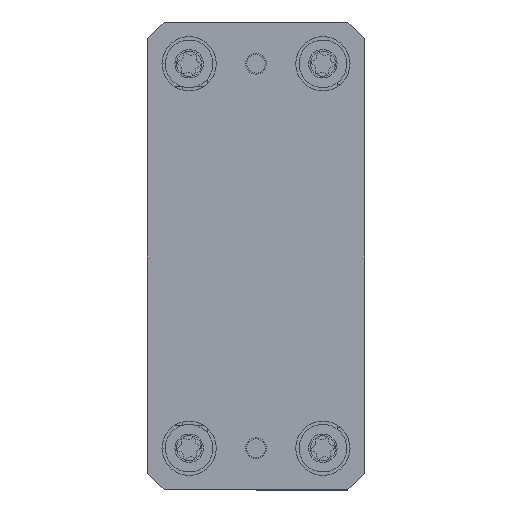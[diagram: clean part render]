
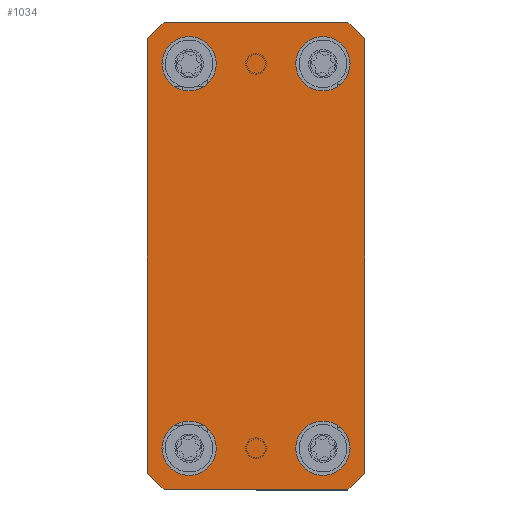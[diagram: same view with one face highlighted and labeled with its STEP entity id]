
A CAD part, left-side view. The second image highlights one B-rep face of the part: STEP entity #1034.
In plain terms, the highlighted face is planar.
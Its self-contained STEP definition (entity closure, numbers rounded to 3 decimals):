
#13 = DIRECTION ( 'NONE',  ( 0., 0., -1. ) ) ;
#17 = CARTESIAN_POINT ( 'NONE',  ( -28., 0., 13. ) ) ;
#79 = VERTEX_POINT ( 'NONE', #6387 ) ;
#141 = CARTESIAN_POINT ( 'NONE',  ( -26., 0., -13. ) ) ;
#242 = LINE ( 'NONE', #6197, #3797 ) ;
#317 = CARTESIAN_POINT ( 'NONE',  ( -23., 0., -4.75 ) ) ;
#321 = DIRECTION ( 'NONE',  ( 0.707, 0., 0.707 ) ) ;
#390 = DIRECTION ( 'NONE',  ( 0., 0., -1. ) ) ;
#428 = DIRECTION ( 'NONE',  ( 0., -1., 0. ) ) ;
#532 = ORIENTED_EDGE ( 'NONE', *, *, #2439, .F. ) ;
#670 = CARTESIAN_POINT ( 'NONE',  ( -23., 0., -8. ) ) ;
#677 = ORIENTED_EDGE ( 'NONE', *, *, #5650, .F. ) ;
#874 = CARTESIAN_POINT ( 'NONE',  ( -19.5, 0., 19.5 ) ) ;
#949 = VERTEX_POINT ( 'NONE', #8289 ) ;
#993 = CIRCLE ( 'NONE', #7369, 3.25 ) ;
#1034 = ADVANCED_FACE ( 'NONE', ( #6386, #5756, #4051, #2188, #2066 ), #5643, .T. ) ;
#1052 = ORIENTED_EDGE ( 'NONE', *, *, #4036, .F. ) ;
#1247 = VERTEX_POINT ( 'NONE', #141 ) ;
#1370 = CARTESIAN_POINT ( 'NONE',  ( 28., 0., 11. ) ) ;
#1405 = EDGE_CURVE ( 'NONE', #8425, #6966, #8603, .T. ) ;
#1427 = CARTESIAN_POINT ( 'NONE',  ( 28., 0., -11. ) ) ;
#1543 = EDGE_CURVE ( 'NONE', #2793, #1247, #5962, .T. ) ;
#1597 = DIRECTION ( 'NONE',  ( 0., -1., 0. ) ) ;
#1647 = DIRECTION ( 'NONE',  ( 0.707, 0., -0.707 ) ) ;
#1655 = LINE ( 'NONE', #17, #9648 ) ;
#1691 = EDGE_CURVE ( 'NONE', #5416, #10405, #2585, .T. ) ;
#2066 = FACE_OUTER_BOUND ( 'NONE', #4528, .T. ) ;
#2188 = FACE_BOUND ( 'NONE', #6338, .T. ) ;
#2262 = VERTEX_POINT ( 'NONE', #3591 ) ;
#2321 = ORIENTED_EDGE ( 'NONE', *, *, #5214, .F. ) ;
#2402 = VERTEX_POINT ( 'NONE', #8748 ) ;
#2412 = EDGE_LOOP ( 'NONE', ( #3472, #6363 ) ) ;
#2426 = VECTOR ( 'NONE', #9266, 1000. ) ;
#2439 = EDGE_CURVE ( 'NONE', #2402, #8054, #7683, .T. ) ;
#2565 = CARTESIAN_POINT ( 'NONE',  ( 23., 0., -11.25 ) ) ;
#2569 = ORIENTED_EDGE ( 'NONE', *, *, #1691, .F. ) ;
#2585 = CIRCLE ( 'NONE', #7875, 3.25 ) ;
#2709 = CARTESIAN_POINT ( 'NONE',  ( -19.5, 0., -19.5 ) ) ;
#2774 = AXIS2_PLACEMENT_3D ( 'NONE', #8336, #10011, #6379 ) ;
#2793 = VERTEX_POINT ( 'NONE', #7911 ) ;
#2824 = DIRECTION ( 'NONE',  ( 0., -1., 0. ) ) ;
#3220 = VERTEX_POINT ( 'NONE', #3617 ) ;
#3472 = ORIENTED_EDGE ( 'NONE', *, *, #4441, .F. ) ;
#3577 = EDGE_CURVE ( 'NONE', #4243, #949, #3698, .T. ) ;
#3591 = CARTESIAN_POINT ( 'NONE',  ( -26., 0., 13. ) ) ;
#3617 = CARTESIAN_POINT ( 'NONE',  ( 26., 0., 13. ) ) ;
#3698 = CIRCLE ( 'NONE', #11187, 3.25 ) ;
#3735 = EDGE_LOOP ( 'NONE', ( #5981, #7374 ) ) ;
#3736 = CIRCLE ( 'NONE', #4636, 3.25 ) ;
#3759 = EDGE_CURVE ( 'NONE', #8374, #3220, #10685, .T. ) ;
#3797 = VECTOR ( 'NONE', #7054, 1000. ) ;
#3841 = VECTOR ( 'NONE', #321, 1000. ) ;
#3847 = DIRECTION ( 'NONE',  ( 0., -1., 0. ) ) ;
#3881 = VERTEX_POINT ( 'NONE', #1427 ) ;
#3884 = DIRECTION ( 'NONE',  ( 0., 0., -1. ) ) ;
#4036 = EDGE_CURVE ( 'NONE', #8374, #3881, #8908, .T. ) ;
#4051 = FACE_BOUND ( 'NONE', #3735, .T. ) ;
#4089 = CARTESIAN_POINT ( 'NONE',  ( -28., 0., 13. ) ) ;
#4243 = VERTEX_POINT ( 'NONE', #6533 ) ;
#4342 = DIRECTION ( 'NONE',  ( -0.707, 0., -0.707 ) ) ;
#4441 = EDGE_CURVE ( 'NONE', #949, #4243, #993, .T. ) ;
#4491 = AXIS2_PLACEMENT_3D ( 'NONE', #11003, #3847, #5543 ) ;
#4528 = EDGE_LOOP ( 'NONE', ( #8317, #5581, #9287, #7831, #1052, #7941, #677, #10794 ) ) ;
#4636 = AXIS2_PLACEMENT_3D ( 'NONE', #9909, #7138, #390 ) ;
#4770 = CARTESIAN_POINT ( 'NONE',  ( -23., 0., -8. ) ) ;
#4853 = DIRECTION ( 'NONE',  ( 0., -1., 0. ) ) ;
#4893 = DIRECTION ( 'NONE',  ( 0., 0., -1. ) ) ;
#5173 = DIRECTION ( 'NONE',  ( 0., 0., -1. ) ) ;
#5214 = EDGE_CURVE ( 'NONE', #10405, #5416, #3736, .T. ) ;
#5416 = VERTEX_POINT ( 'NONE', #2565 ) ;
#5525 = CARTESIAN_POINT ( 'NONE',  ( 0., 0., 0. ) ) ;
#5543 = DIRECTION ( 'NONE',  ( 0., 0., -1. ) ) ;
#5578 = CARTESIAN_POINT ( 'NONE',  ( 19.5, 0., -19.5 ) ) ;
#5581 = ORIENTED_EDGE ( 'NONE', *, *, #1543, .T. ) ;
#5643 = PLANE ( 'NONE',  #7314 ) ;
#5650 = EDGE_CURVE ( 'NONE', #2262, #3220, #8448, .T. ) ;
#5756 = FACE_BOUND ( 'NONE', #9787, .T. ) ;
#5962 = LINE ( 'NONE', #2709, #6213 ) ;
#5981 = ORIENTED_EDGE ( 'NONE', *, *, #1405, .F. ) ;
#6197 = CARTESIAN_POINT ( 'NONE',  ( -28., 0., -13. ) ) ;
#6213 = VECTOR ( 'NONE', #1647, 1000. ) ;
#6292 = VECTOR ( 'NONE', #7580, 1000. ) ;
#6338 = EDGE_LOOP ( 'NONE', ( #532, #6959 ) ) ;
#6363 = ORIENTED_EDGE ( 'NONE', *, *, #3577, .F. ) ;
#6379 = DIRECTION ( 'NONE',  ( 0., 0., -1. ) ) ;
#6386 = FACE_BOUND ( 'NONE', #2412, .T. ) ;
#6387 = CARTESIAN_POINT ( 'NONE',  ( -28., 0., 11. ) ) ;
#6434 = CARTESIAN_POINT ( 'NONE',  ( 19.5, 0., 19.5 ) ) ;
#6533 = CARTESIAN_POINT ( 'NONE',  ( 23., 0., 11.25 ) ) ;
#6695 = CARTESIAN_POINT ( 'NONE',  ( 23., 0., -4.75 ) ) ;
#6761 = AXIS2_PLACEMENT_3D ( 'NONE', #4770, #428, #7233 ) ;
#6838 = CARTESIAN_POINT ( 'NONE',  ( 23., 0., 8. ) ) ;
#6959 = ORIENTED_EDGE ( 'NONE', *, *, #7833, .F. ) ;
#6966 = VERTEX_POINT ( 'NONE', #317 ) ;
#6973 = EDGE_CURVE ( 'NONE', #2262, #79, #8700, .T. ) ;
#7054 = DIRECTION ( 'NONE',  ( -1., 0., 0. ) ) ;
#7138 = DIRECTION ( 'NONE',  ( 0., -1., 0. ) ) ;
#7233 = DIRECTION ( 'NONE',  ( 0., 0., -1. ) ) ;
#7314 = AXIS2_PLACEMENT_3D ( 'NONE', #5525, #10078, #3884 ) ;
#7369 = AXIS2_PLACEMENT_3D ( 'NONE', #8836, #2824, #9696 ) ;
#7374 = ORIENTED_EDGE ( 'NONE', *, *, #9703, .F. ) ;
#7580 = DIRECTION ( 'NONE',  ( 1., 0., 0. ) ) ;
#7683 = CIRCLE ( 'NONE', #2774, 3.25 ) ;
#7831 = ORIENTED_EDGE ( 'NONE', *, *, #9528, .T. ) ;
#7833 = EDGE_CURVE ( 'NONE', #8054, #2402, #11260, .T. ) ;
#7856 = CARTESIAN_POINT ( 'NONE',  ( 28., 0., 13. ) ) ;
#7875 = AXIS2_PLACEMENT_3D ( 'NONE', #10040, #4853, #8364 ) ;
#7911 = CARTESIAN_POINT ( 'NONE',  ( -28., 0., -11. ) ) ;
#7941 = ORIENTED_EDGE ( 'NONE', *, *, #3759, .T. ) ;
#8054 = VERTEX_POINT ( 'NONE', #9745 ) ;
#8289 = CARTESIAN_POINT ( 'NONE',  ( 23., 0., 4.75 ) ) ;
#8317 = ORIENTED_EDGE ( 'NONE', *, *, #8580, .F. ) ;
#8336 = CARTESIAN_POINT ( 'NONE',  ( -23., 0., 8. ) ) ;
#8364 = DIRECTION ( 'NONE',  ( 0., 0., -1. ) ) ;
#8374 = VERTEX_POINT ( 'NONE', #1370 ) ;
#8410 = CIRCLE ( 'NONE', #10599, 3.25 ) ;
#8425 = VERTEX_POINT ( 'NONE', #9206 ) ;
#8448 = LINE ( 'NONE', #4089, #6292 ) ;
#8580 = EDGE_CURVE ( 'NONE', #2793, #79, #1655, .T. ) ;
#8603 = CIRCLE ( 'NONE', #6761, 3.25 ) ;
#8700 = LINE ( 'NONE', #874, #10872 ) ;
#8748 = CARTESIAN_POINT ( 'NONE',  ( -23., 0., 4.75 ) ) ;
#8793 = EDGE_CURVE ( 'NONE', #10414, #1247, #242, .T. ) ;
#8832 = VECTOR ( 'NONE', #13, 1000. ) ;
#8836 = CARTESIAN_POINT ( 'NONE',  ( 23., 0., 8. ) ) ;
#8908 = LINE ( 'NONE', #7856, #8832 ) ;
#9189 = CARTESIAN_POINT ( 'NONE',  ( 26., 0., -13. ) ) ;
#9206 = CARTESIAN_POINT ( 'NONE',  ( -23., 0., -11.25 ) ) ;
#9266 = DIRECTION ( 'NONE',  ( -0.707, 0., 0.707 ) ) ;
#9287 = ORIENTED_EDGE ( 'NONE', *, *, #8793, .F. ) ;
#9528 = EDGE_CURVE ( 'NONE', #10414, #3881, #9842, .T. ) ;
#9648 = VECTOR ( 'NONE', #11244, 1000. ) ;
#9696 = DIRECTION ( 'NONE',  ( 0., 0., -1. ) ) ;
#9703 = EDGE_CURVE ( 'NONE', #6966, #8425, #8410, .T. ) ;
#9745 = CARTESIAN_POINT ( 'NONE',  ( -23., 0., 11.25 ) ) ;
#9787 = EDGE_LOOP ( 'NONE', ( #2569, #2321 ) ) ;
#9842 = LINE ( 'NONE', #5578, #3841 ) ;
#9909 = CARTESIAN_POINT ( 'NONE',  ( 23., 0., -8. ) ) ;
#10011 = DIRECTION ( 'NONE',  ( 0., -1., 0. ) ) ;
#10040 = CARTESIAN_POINT ( 'NONE',  ( 23., 0., -8. ) ) ;
#10078 = DIRECTION ( 'NONE',  ( 0., -1., 0. ) ) ;
#10354 = DIRECTION ( 'NONE',  ( 0., -1., 0. ) ) ;
#10405 = VERTEX_POINT ( 'NONE', #6695 ) ;
#10414 = VERTEX_POINT ( 'NONE', #9189 ) ;
#10599 = AXIS2_PLACEMENT_3D ( 'NONE', #670, #1597, #4893 ) ;
#10685 = LINE ( 'NONE', #6434, #2426 ) ;
#10794 = ORIENTED_EDGE ( 'NONE', *, *, #6973, .T. ) ;
#10872 = VECTOR ( 'NONE', #4342, 1000. ) ;
#11003 = CARTESIAN_POINT ( 'NONE',  ( -23., 0., 8. ) ) ;
#11187 = AXIS2_PLACEMENT_3D ( 'NONE', #6838, #10354, #5173 ) ;
#11244 = DIRECTION ( 'NONE',  ( 0., 0., 1. ) ) ;
#11260 = CIRCLE ( 'NONE', #4491, 3.25 ) ;
